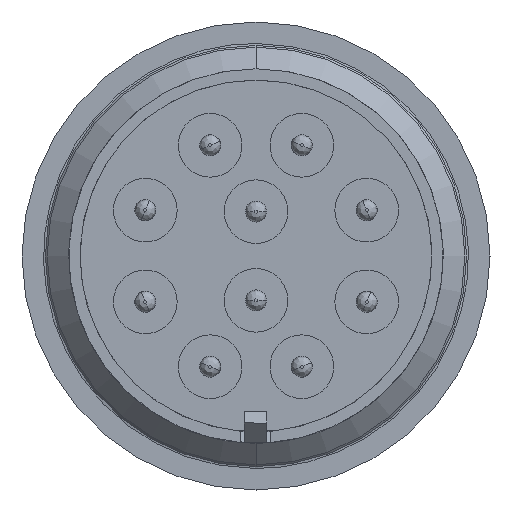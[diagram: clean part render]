
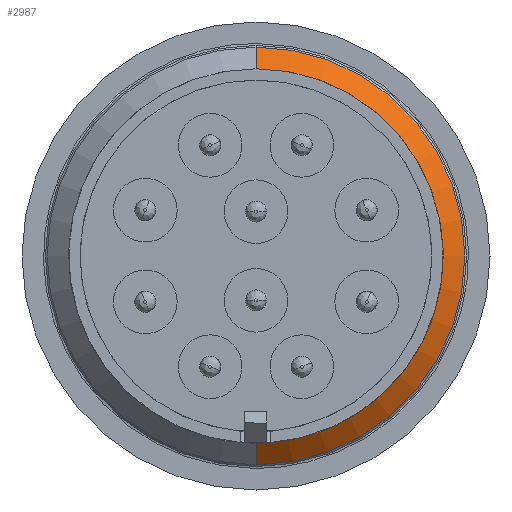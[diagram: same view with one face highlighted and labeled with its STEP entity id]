
A CAD part, front view. The second image highlights one B-rep face of the part: STEP entity #2987.
In plain terms, the highlighted conical face has half-angle 46.432 degrees and reference radius 14.166 mm.
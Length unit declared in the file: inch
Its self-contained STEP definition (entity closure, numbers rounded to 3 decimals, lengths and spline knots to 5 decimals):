
#1058 = AXIS2_PLACEMENT_3D ( 'NONE', #10086, #10087, #10088 ) ;
#1060 = AXIS2_PLACEMENT_3D ( 'NONE', #10102, #10103, #10104 ) ;
#2011 = CARTESIAN_POINT ( 'NONE',  ( 0., -0.61444, 0. ) ) ;
#2012 = DIRECTION ( 'NONE',  ( 0., 1., 0. ) ) ;
#2014 = DIRECTION ( 'NONE',  ( 0., 0., 1. ) ) ;
#2987 = ADVANCED_FACE ( 'NONE', ( #12887 ), #12878, .T. ) ;
#3678 = AXIS2_PLACEMENT_3D ( 'NONE', #2011, #2012, #2014 ) ;
#4485 = ORIENTED_EDGE ( 'NONE', *, *, #11631, .F. ) ;
#4486 = ORIENTED_EDGE ( 'NONE', *, *, #11626, .T. ) ;
#4487 = ORIENTED_EDGE ( 'NONE', *, *, #11625, .T. ) ;
#4488 = ORIENTED_EDGE ( 'NONE', *, *, #11624, .F. ) ;
#7307 = CIRCLE ( 'NONE', #1060, 0.5 ) ;
#7311 = VECTOR ( 'NONE', #10079, 39.37008 ) ;
#7313 = VECTOR ( 'NONE', #10074, 39.37008 ) ;
#7315 = CIRCLE ( 'NONE', #1058, 0.55772 ) ;
#7316 = LINE ( 'NONE', #10078, #7313 ) ;
#7319 = LINE ( 'NONE', #10085, #7311 ) ;
#8975 = VERTEX_POINT ( 'NONE', #11523 ) ;
#8984 = VERTEX_POINT ( 'NONE', #11514 ) ;
#8985 = VERTEX_POINT ( 'NONE', #11513 ) ;
#8990 = VERTEX_POINT ( 'NONE', #11875 ) ;
#9406 = EDGE_LOOP ( 'NONE', ( #4485, #4486, #4487, #4488 ) ) ;
#10074 = DIRECTION ( 'NONE',  ( 0., 0.689, 0.725 ) ) ;
#10078 = CARTESIAN_POINT ( 'NONE',  ( 0., -0.61444, 0.55772 ) ) ;
#10079 = DIRECTION ( 'NONE',  ( 0., 0.689, -0.725 ) ) ;
#10085 = CARTESIAN_POINT ( 'NONE',  ( 0., -0.61444, -0.55772 ) ) ;
#10086 = CARTESIAN_POINT ( 'NONE',  ( 0., -0.61444, 0. ) ) ;
#10087 = DIRECTION ( 'NONE',  ( 0., -1., 0. ) ) ;
#10088 = DIRECTION ( 'NONE',  ( 0.004, 0., 1. ) ) ;
#10102 = CARTESIAN_POINT ( 'NONE',  ( 0., -0.66935, 0. ) ) ;
#10103 = DIRECTION ( 'NONE',  ( 0., -1., 0. ) ) ;
#10104 = DIRECTION ( 'NONE',  ( 0., 0., 1. ) ) ;
#11513 = CARTESIAN_POINT ( 'NONE',  ( 0., -0.66935, 0.5 ) ) ;
#11514 = CARTESIAN_POINT ( 'NONE',  ( 0., -0.66935, -0.5 ) ) ;
#11523 = CARTESIAN_POINT ( 'NONE',  ( 0., -0.61444, -0.55772 ) ) ;
#11624 = EDGE_CURVE ( 'NONE', #8985, #8990, #7316, .T. ) ;
#11625 = EDGE_CURVE ( 'NONE', #8975, #8990, #7315, .T. ) ;
#11626 = EDGE_CURVE ( 'NONE', #8984, #8975, #7319, .T. ) ;
#11631 = EDGE_CURVE ( 'NONE', #8984, #8985, #7307, .T. ) ;
#11875 = CARTESIAN_POINT ( 'NONE',  ( 0., -0.61444, 0.55772 ) ) ;
#12878 = CONICAL_SURFACE ( 'NONE', #3678, 0.55772, 0.81 ) ;
#12887 = FACE_OUTER_BOUND ( 'NONE', #9406, .T. ) ;
